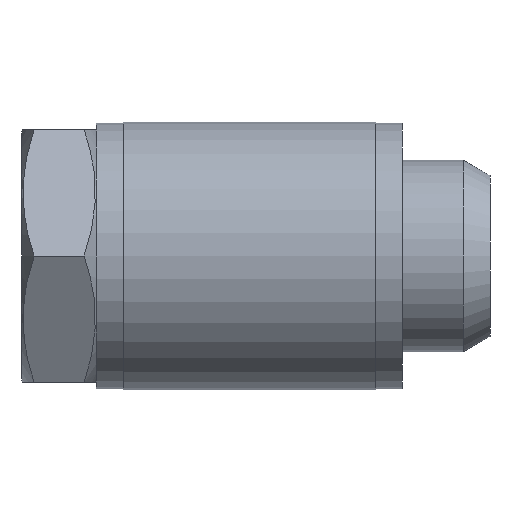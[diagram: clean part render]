
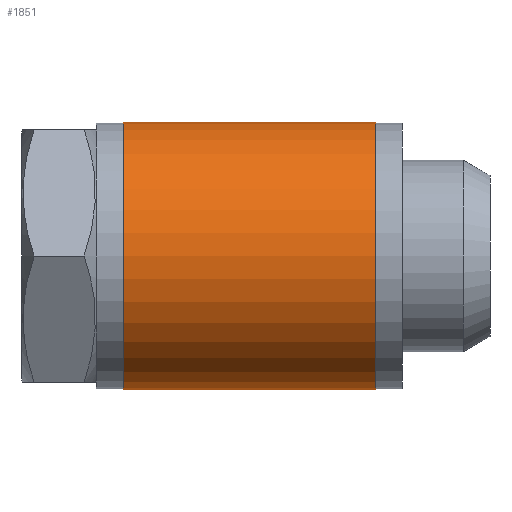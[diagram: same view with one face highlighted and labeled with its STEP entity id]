
A CAD part, left-side view. The second image highlights one B-rep face of the part: STEP entity #1851.
In plain terms, the highlighted cylindrical face has radius 9 mm (diameter 18 mm), a partial arc.
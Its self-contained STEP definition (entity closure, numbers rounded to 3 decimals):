
#239 = CARTESIAN_POINT ( 'NONE',  ( 0., 24.7, 0. ) ) ;
#240 = DIRECTION ( 'NONE',  ( 0., 1., 0. ) ) ;
#241 = DIRECTION ( 'NONE',  ( 0., 0., 1. ) ) ;
#242 = CARTESIAN_POINT ( 'NONE',  ( 0., 7.7, 0. ) ) ;
#243 = DIRECTION ( 'NONE',  ( 0., -1., 0. ) ) ;
#244 = DIRECTION ( 'NONE',  ( 0., 0., -1. ) ) ;
#673 = CARTESIAN_POINT ( 'NONE',  ( 0., 7.7, 9. ) ) ;
#674 = CARTESIAN_POINT ( 'NONE',  ( 0., 7.7, -9. ) ) ;
#898 = VECTOR ( 'NONE', #2061, 1000. ) ;
#920 = VECTOR ( 'NONE', #2069, 1000. ) ;
#1054 = EDGE_LOOP ( 'NONE', ( #2754, #2695, #2683, #2684 ) ) ;
#1169 = EDGE_CURVE ( 'NONE', #2890, #2181, #2374, .T. ) ;
#1172 = EDGE_CURVE ( 'NONE', #2889, #2179, #2375, .T. ) ;
#1213 = EDGE_CURVE ( 'NONE', #2181, #2179, #2586, .T. ) ;
#1214 = EDGE_CURVE ( 'NONE', #2889, #2890, #2598, .T. ) ;
#1272 = CARTESIAN_POINT ( 'NONE',  ( 0., 30.786, 0. ) ) ;
#1273 = DIRECTION ( 'NONE',  ( 0., 1., 0. ) ) ;
#1274 = DIRECTION ( 'NONE',  ( 0., 0., 1. ) ) ;
#1483 = CARTESIAN_POINT ( 'NONE',  ( 0., 24.7, 9. ) ) ;
#1485 = CARTESIAN_POINT ( 'NONE',  ( 0., 24.7, -9. ) ) ;
#1851 = ADVANCED_FACE ( 'NONE', ( #2439 ), #2440, .T. ) ;
#2060 = CARTESIAN_POINT ( 'NONE',  ( 0., 30.786, -9. ) ) ;
#2061 = DIRECTION ( 'NONE',  ( 0., 1., 0. ) ) ;
#2068 = CARTESIAN_POINT ( 'NONE',  ( 0., 30.786, 9. ) ) ;
#2069 = DIRECTION ( 'NONE',  ( 0., 1., 0. ) ) ;
#2179 = VERTEX_POINT ( 'NONE', #1483 ) ;
#2181 = VERTEX_POINT ( 'NONE', #1485 ) ;
#2374 = LINE ( 'NONE', #2060, #898 ) ;
#2375 = LINE ( 'NONE', #2068, #920 ) ;
#2439 = FACE_OUTER_BOUND ( 'NONE', #1054, .T. ) ;
#2440 = CYLINDRICAL_SURFACE ( 'NONE', #2552, 9. ) ;
#2552 = AXIS2_PLACEMENT_3D ( 'NONE', #1272, #1273, #1274 ) ;
#2560 = AXIS2_PLACEMENT_3D ( 'NONE', #239, #240, #241 ) ;
#2586 = CIRCLE ( 'NONE', #2560, 9. ) ;
#2598 = CIRCLE ( 'NONE', #2642, 9. ) ;
#2642 = AXIS2_PLACEMENT_3D ( 'NONE', #242, #243, #244 ) ;
#2683 = ORIENTED_EDGE ( 'NONE', *, *, #1172, .T. ) ;
#2684 = ORIENTED_EDGE ( 'NONE', *, *, #1213, .F. ) ;
#2695 = ORIENTED_EDGE ( 'NONE', *, *, #1214, .F. ) ;
#2754 = ORIENTED_EDGE ( 'NONE', *, *, #1169, .F. ) ;
#2889 = VERTEX_POINT ( 'NONE', #673 ) ;
#2890 = VERTEX_POINT ( 'NONE', #674 ) ;
